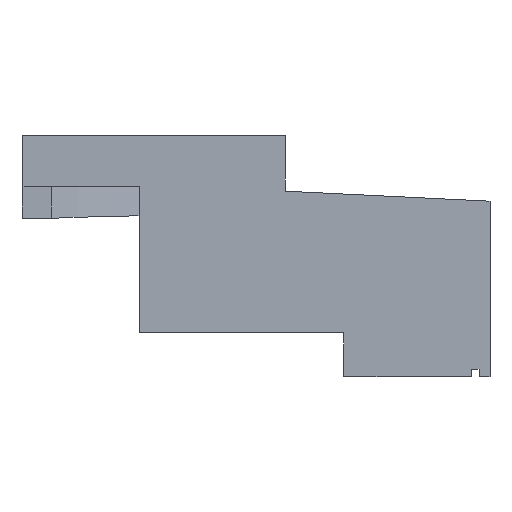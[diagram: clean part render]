
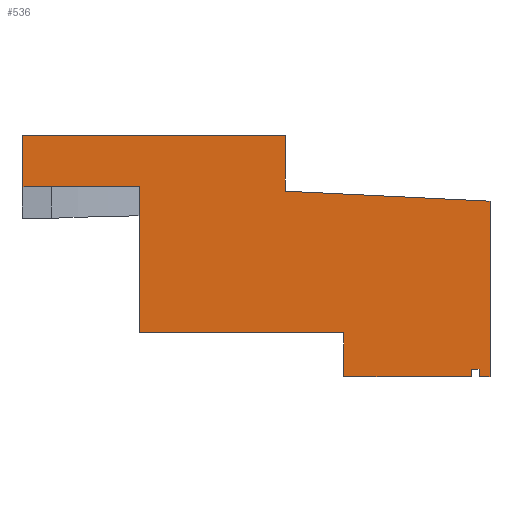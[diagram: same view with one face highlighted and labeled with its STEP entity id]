
A CAD part, front view. The second image highlights one B-rep face of the part: STEP entity #536.
In plain terms, the highlighted planar face has unit normal (0, -1, 0).
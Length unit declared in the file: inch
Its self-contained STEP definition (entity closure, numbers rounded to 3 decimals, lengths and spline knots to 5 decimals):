
#25=FACE_OUTER_BOUND('',#53,.T.);
#53=EDGE_LOOP('',(#368,#369,#370,#371,#372,#373,#374,#375,#376,#377,#378,
#379,#380,#381));
#94=LINE('',#786,#166);
#95=LINE('',#788,#167);
#96=LINE('',#790,#168);
#97=LINE('',#792,#169);
#98=LINE('',#794,#170);
#99=LINE('',#796,#171);
#100=LINE('',#798,#172);
#101=LINE('',#800,#173);
#102=LINE('',#802,#174);
#103=LINE('',#804,#175);
#104=LINE('',#806,#176);
#105=LINE('',#808,#177);
#106=LINE('',#810,#178);
#107=LINE('',#811,#179);
#166=VECTOR('',#631,0.3937);
#167=VECTOR('',#632,0.3937);
#168=VECTOR('',#633,0.3937);
#169=VECTOR('',#634,0.3937);
#170=VECTOR('',#635,0.3937);
#171=VECTOR('',#636,0.3937);
#172=VECTOR('',#637,0.3937);
#173=VECTOR('',#638,0.3937);
#174=VECTOR('',#639,0.3937);
#175=VECTOR('',#640,0.3937);
#176=VECTOR('',#641,0.3937);
#177=VECTOR('',#642,0.3937);
#178=VECTOR('',#643,0.3937);
#179=VECTOR('',#644,0.3937);
#238=VERTEX_POINT('',#784);
#239=VERTEX_POINT('',#785);
#240=VERTEX_POINT('',#787);
#241=VERTEX_POINT('',#789);
#242=VERTEX_POINT('',#791);
#243=VERTEX_POINT('',#793);
#244=VERTEX_POINT('',#795);
#245=VERTEX_POINT('',#797);
#246=VERTEX_POINT('',#799);
#247=VERTEX_POINT('',#801);
#248=VERTEX_POINT('',#803);
#249=VERTEX_POINT('',#805);
#250=VERTEX_POINT('',#807);
#251=VERTEX_POINT('',#809);
#290=EDGE_CURVE('',#238,#239,#94,.T.);
#291=EDGE_CURVE('',#240,#238,#95,.T.);
#292=EDGE_CURVE('',#241,#240,#96,.T.);
#293=EDGE_CURVE('',#242,#241,#97,.T.);
#294=EDGE_CURVE('',#243,#242,#98,.T.);
#295=EDGE_CURVE('',#244,#243,#99,.T.);
#296=EDGE_CURVE('',#245,#244,#100,.T.);
#297=EDGE_CURVE('',#246,#245,#101,.T.);
#298=EDGE_CURVE('',#247,#246,#102,.T.);
#299=EDGE_CURVE('',#248,#247,#103,.T.);
#300=EDGE_CURVE('',#249,#248,#104,.T.);
#301=EDGE_CURVE('',#250,#249,#105,.T.);
#302=EDGE_CURVE('',#251,#250,#106,.T.);
#303=EDGE_CURVE('',#239,#251,#107,.T.);
#368=ORIENTED_EDGE('',*,*,#290,.F.);
#369=ORIENTED_EDGE('',*,*,#291,.F.);
#370=ORIENTED_EDGE('',*,*,#292,.F.);
#371=ORIENTED_EDGE('',*,*,#293,.F.);
#372=ORIENTED_EDGE('',*,*,#294,.F.);
#373=ORIENTED_EDGE('',*,*,#295,.F.);
#374=ORIENTED_EDGE('',*,*,#296,.F.);
#375=ORIENTED_EDGE('',*,*,#297,.F.);
#376=ORIENTED_EDGE('',*,*,#298,.F.);
#377=ORIENTED_EDGE('',*,*,#299,.F.);
#378=ORIENTED_EDGE('',*,*,#300,.F.);
#379=ORIENTED_EDGE('',*,*,#301,.F.);
#380=ORIENTED_EDGE('',*,*,#302,.F.);
#381=ORIENTED_EDGE('',*,*,#303,.F.);
#511=PLANE('',#578);
#536=ADVANCED_FACE('',(#25),#511,.F.);
#578=AXIS2_PLACEMENT_3D('',#783,#629,#630);
#629=DIRECTION('center_axis',(0.,1.,0.));
#630=DIRECTION('ref_axis',(1.,0.,0.));
#631=DIRECTION('',(0.,0.,1.));
#632=DIRECTION('',(-1.,0.,0.));
#633=DIRECTION('',(0.,0.,1.));
#634=DIRECTION('',(-1.,0.,0.));
#635=DIRECTION('',(0.,0.,1.));
#636=DIRECTION('',(-1.,0.,0.));
#637=DIRECTION('',(0.,0.,-1.));
#638=DIRECTION('',(-1.,0.,0.));
#639=DIRECTION('',(0.,0.,1.));
#640=DIRECTION('',(-1.,0.,0.));
#641=DIRECTION('',(0.,0.,-1.));
#642=DIRECTION('',(0.999,0.,-0.049));
#643=DIRECTION('',(0.,0.,-1.));
#644=DIRECTION('',(1.,0.,0.));
#783=CARTESIAN_POINT('Origin',(-556.37497,-42.43755,-95.25));
#784=CARTESIAN_POINT('',(-555.375,-42.43755,-97.));
#785=CARTESIAN_POINT('',(-555.375,-42.43755,-95.25));
#786=CARTESIAN_POINT('',(-555.375,-42.43755,-95.25));
#787=CARTESIAN_POINT('',(-551.375,-42.43755,-97.));
#788=CARTESIAN_POINT('',(-469.37499,-42.43755,-97.));
#789=CARTESIAN_POINT('',(-551.375,-42.43755,-102.));
#790=CARTESIAN_POINT('',(-551.375,-42.43755,-96.125));
#791=CARTESIAN_POINT('',(-544.375,-42.43755,-102.));
#792=CARTESIAN_POINT('',(-469.37499,-42.43755,-102.));
#793=CARTESIAN_POINT('',(-544.375,-42.43755,-103.5));
#794=CARTESIAN_POINT('',(-544.375,-42.43755,-98.625));
#795=CARTESIAN_POINT('',(-540.,-42.43755,-103.5));
#796=CARTESIAN_POINT('',(-469.37499,-42.43755,-103.5));
#797=CARTESIAN_POINT('',(-540.,-42.43755,-103.25));
#798=CARTESIAN_POINT('',(-540.,-42.43755,-99.375));
#799=CARTESIAN_POINT('',(-539.75,-42.43755,-103.25));
#800=CARTESIAN_POINT('',(-469.37499,-42.43755,-103.25));
#801=CARTESIAN_POINT('',(-539.75,-42.43755,-103.5));
#802=CARTESIAN_POINT('',(-539.75,-42.43755,-99.25));
#803=CARTESIAN_POINT('',(-539.375,-42.43755,-103.5));
#804=CARTESIAN_POINT('',(-469.37499,-42.43755,-103.5));
#805=CARTESIAN_POINT('',(-539.375,-42.43755,-97.5));
#806=CARTESIAN_POINT('',(-539.375,-42.43755,-99.375));
#807=CARTESIAN_POINT('',(-546.37497,-42.43755,-97.15854));
#808=CARTESIAN_POINT('',(-547.90956,-42.43755,-97.08368));
#809=CARTESIAN_POINT('',(-546.37497,-42.43755,-95.25));
#810=CARTESIAN_POINT('',(-546.37497,-42.43755,-95.25));
#811=CARTESIAN_POINT('',(-469.37499,-42.43755,-95.25));
